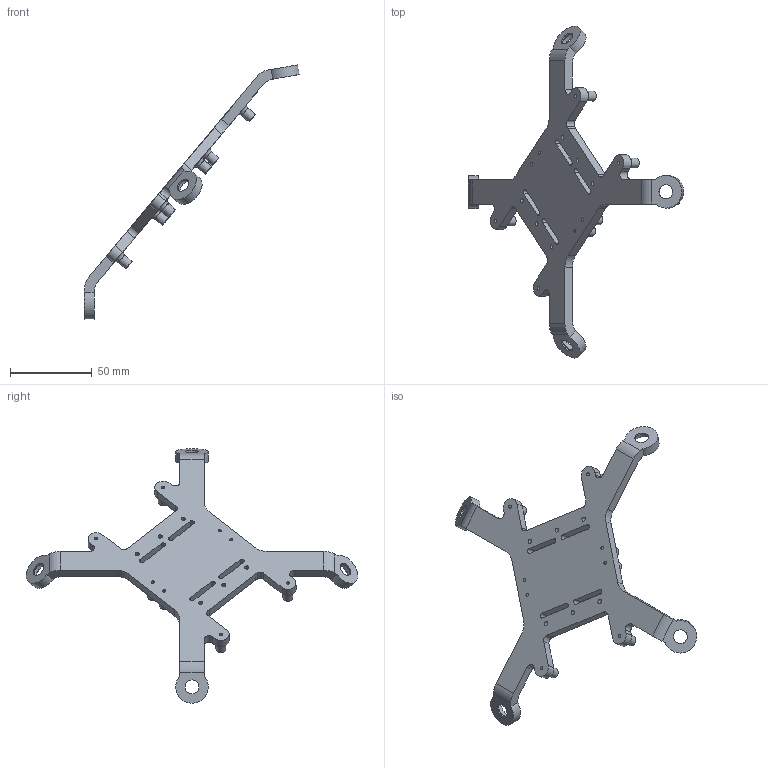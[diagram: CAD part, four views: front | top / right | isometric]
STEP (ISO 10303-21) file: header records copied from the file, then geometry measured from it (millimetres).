
FILE_DESCRIPTION(/* description */ ('STEP AP242','CAx-IF Rec.Pracs.---Representation and Presentation of Product Manufacturing Information (PMI)---4.0---2014-10-13','CAx-IF Rec.Pracs.---3D Tessellated Geometry---0.4---2014-09-14','2;1'),/* implementation_level */ '2;1');
FILE_NAME(/* name */ '68b877970ea8060de113b950',/* time_stamp */ '2025-09-03T17:15:03Z',/* author */ (''),/* organization */ (''),/* preprocessor_version */ 'ST-DEVELOPER v20',/* originating_system */ 'ONSHAPE BY PTC INC, 1.203',/* authorisation */ ' ');
FILE_SCHEMA (('AP242_MANAGED_MODEL_BASED_3D_ENGINEERING_MIM_LF { 1 0 10303 442 1 1 4 }'));
Length unit declared in the file: metre
Products named in the file (1): Part 1
Bounding box: 131.7 x 203.27 x 155.71 mm (x, y, z)
Volume: 53098.9 mm3; surface area: 26565.5 mm2
Topology: 1 solids, 1 shells, 136 faces, 370 edges, 238 vertices
Faces by surface type: cylinder 70, plane 50, cone 8, torus 8
Full cylindrical faces by diameter (mm): 1.93 x8, 2.54 x6, 6 x8, 8.5 x4, 14 x4
Entity records: 4102 total; most frequent: DIRECTION 738, CARTESIAN_POINT 691, ORIENTED_EDGE 624, EDGE_CURVE 312, AXIS2_PLACEMENT_3D 293, EDGE_LOOP 228, FACE_BOUND 228, VERTEX_POINT 226
